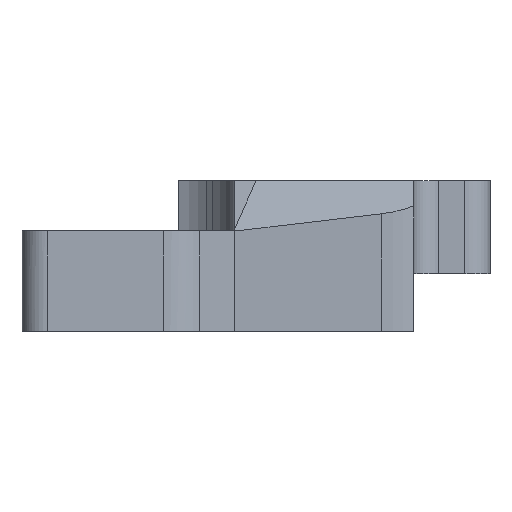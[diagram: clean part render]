
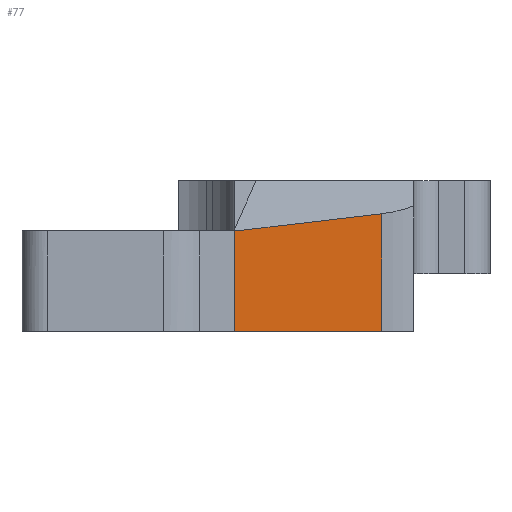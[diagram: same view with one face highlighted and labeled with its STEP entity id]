
A CAD part, left-side view. The second image highlights one B-rep face of the part: STEP entity #77.
In plain terms, the highlighted planar face has unit normal (-1, 0, 0).
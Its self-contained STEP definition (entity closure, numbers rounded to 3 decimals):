
#77=ADVANCED_FACE('',(#155),#1391,.T.);
#155=FACE_OUTER_BOUND('',#237,.T.);
#237=EDGE_LOOP('',(#552,#553,#554,#555));
#552=ORIENTED_EDGE('',*,*,#891,.T.);
#553=ORIENTED_EDGE('',*,*,#882,.F.);
#554=ORIENTED_EDGE('',*,*,#880,.T.);
#555=ORIENTED_EDGE('',*,*,#883,.F.);
#880=EDGE_CURVE('',#1297,#1300,#935,.T.);
#882=EDGE_CURVE('',#1297,#1260,#1076,.T.);
#883=EDGE_CURVE('',#1299,#1300,#1077,.T.);
#891=EDGE_CURVE('',#1299,#1260,#1085,.T.);
#935=(
BOUNDED_CURVE()
B_SPLINE_CURVE(1,(#2477,#2478),.UNSPECIFIED.,.F.,.F.)
B_SPLINE_CURVE_WITH_KNOTS((2,2),(0.,4.681),.UNSPECIFIED.)
CURVE()
GEOMETRIC_REPRESENTATION_ITEM()
RATIONAL_B_SPLINE_CURVE((1.,1.))
REPRESENTATION_ITEM('')
);
#1076=B_SPLINE_CURVE_WITH_KNOTS('',1,(#2481,#2482),.UNSPECIFIED.,.F.,.F.,
(2,2),(1.279,7.129),.UNSPECIFIED.);
#1077=B_SPLINE_CURVE_WITH_KNOTS('',3,(#2483,#2484,#2485,#2486),
 .UNSPECIFIED.,.F.,.F.,(4,4),(0.003,5.894),
 .UNSPECIFIED.);
#1085=B_SPLINE_CURVE_WITH_KNOTS('',1,(#2509,#2510),.UNSPECIFIED.,.F.,.F.,
(2,2),(-15.992,-12.),.UNSPECIFIED.);
#1260=VERTEX_POINT('',#1923);
#1297=VERTEX_POINT('',#1960);
#1299=VERTEX_POINT('',#1962);
#1300=VERTEX_POINT('',#1963);
#1391=PLANE('',#1552);
#1552=AXIS2_PLACEMENT_3D('',#1825,#1670,$);
#1670=DIRECTION('',(-1.,0.,0.));
#1825=CARTESIAN_POINT('',(-16.,-54.061,22.871));
#1923=CARTESIAN_POINT('',(-16.,-49.003,25.));
#1960=CARTESIAN_POINT('',(-16.,-54.853,25.));
#1962=CARTESIAN_POINT('',(-16.,-49.003,28.992));
#1963=CARTESIAN_POINT('',(-16.,-54.853,29.681));
#2477=CARTESIAN_POINT('',(-16.,-54.853,25.));
#2478=CARTESIAN_POINT('',(-16.,-54.853,29.681));
#2481=CARTESIAN_POINT('',(-16.,-54.853,25.));
#2482=CARTESIAN_POINT('',(-16.,-49.003,25.));
#2483=CARTESIAN_POINT('',(-16.,-49.003,28.992));
#2484=CARTESIAN_POINT('',(-16.,-50.953,29.222));
#2485=CARTESIAN_POINT('',(-16.,-52.903,29.451));
#2486=CARTESIAN_POINT('',(-16.,-54.853,29.681));
#2509=CARTESIAN_POINT('',(-16.,-49.003,28.992));
#2510=CARTESIAN_POINT('',(-16.,-49.003,25.));
